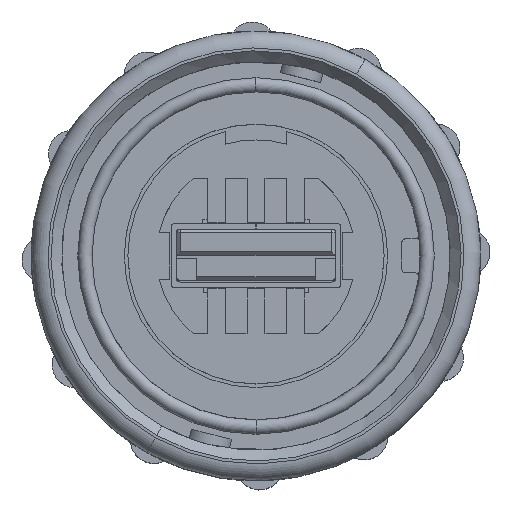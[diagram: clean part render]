
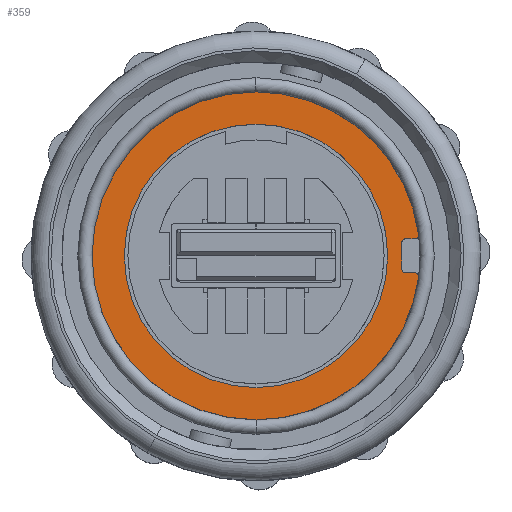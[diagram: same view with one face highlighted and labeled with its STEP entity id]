
A CAD part, top view. The second image highlights one B-rep face of the part: STEP entity #359.
In plain terms, the highlighted planar face has unit normal (0, 0, 1).
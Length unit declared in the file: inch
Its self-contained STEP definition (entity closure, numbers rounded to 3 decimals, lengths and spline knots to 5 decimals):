
#112 = VECTOR ( 'NONE', #9309, 39.37008 ) ;
#185 = DIRECTION ( 'NONE',  ( 0., 0., -1. ) ) ;
#245 = CARTESIAN_POINT ( 'NONE',  ( 0.4055, -0.0375, 0. ) ) ;
#336 = DIRECTION ( 'NONE',  ( 0., 0., 1. ) ) ;
#359 = ADVANCED_FACE ( 'NONE', ( #2374, #11706 ), #6748, .F. ) ;
#498 = CIRCLE ( 'NONE', #16916, 0.01 ) ;
#1007 = ORIENTED_EDGE ( 'NONE', *, *, #5797, .F. ) ;
#1629 = DIRECTION ( 'NONE',  ( 0., 1., 0. ) ) ;
#1661 = CARTESIAN_POINT ( 'NONE',  ( 0.4055, -0.0475, 0. ) ) ;
#1863 = VERTEX_POINT ( 'NONE', #12308 ) ;
#2009 = DIRECTION ( 'NONE',  ( 0., 0., 1. ) ) ;
#2125 = VERTEX_POINT ( 'NONE', #8368 ) ;
#2273 = VERTEX_POINT ( 'NONE', #3754 ) ;
#2374 = FACE_BOUND ( 'NONE', #13631, .T. ) ;
#2664 = VERTEX_POINT ( 'NONE', #10205 ) ;
#2670 = EDGE_CURVE ( 'NONE', #10585, #19301, #14741, .T. ) ;
#3113 = CARTESIAN_POINT ( 'NONE',  ( 0., 0., 0. ) ) ;
#3238 = EDGE_CURVE ( 'NONE', #19139, #2273, #19655, .T. ) ;
#3265 = VERTEX_POINT ( 'NONE', #3757 ) ;
#3488 = CARTESIAN_POINT ( 'NONE',  ( 0., 0., 0. ) ) ;
#3754 = CARTESIAN_POINT ( 'NONE',  ( 0.4155, 0.0475, 0. ) ) ;
#3757 = CARTESIAN_POINT ( 'NONE',  ( 0.44177, 0.0475, 0. ) ) ;
#3993 = LINE ( 'NONE', #19232, #112 ) ;
#4763 = DIRECTION ( 'NONE',  ( 0., 1., 0. ) ) ;
#4960 = ORIENTED_EDGE ( 'NONE', *, *, #17284, .T. ) ;
#5140 = ORIENTED_EDGE ( 'NONE', *, *, #17965, .F. ) ;
#5141 = DIRECTION ( 'NONE',  ( 0., 1., 0. ) ) ;
#5797 = EDGE_CURVE ( 'NONE', #3265, #19139, #3993, .T. ) ;
#5960 = EDGE_CURVE ( 'NONE', #2125, #1863, #10234, .T. ) ;
#6481 = CARTESIAN_POINT ( 'NONE',  ( 0.43677, 0.0475, 0. ) ) ;
#6510 = CARTESIAN_POINT ( 'NONE',  ( 0.44177, 0.0575, 0. ) ) ;
#6748 = PLANE ( 'NONE',  #7144 ) ;
#7041 = DIRECTION ( 'NONE',  ( -1., 0., 0. ) ) ;
#7144 = AXIS2_PLACEMENT_3D ( 'NONE', #10650, #11192, #20819 ) ;
#7322 = CARTESIAN_POINT ( 'NONE',  ( 0., 0., 0. ) ) ;
#7335 = ORIENTED_EDGE ( 'NONE', *, *, #20760, .F. ) ;
#7457 = ORIENTED_EDGE ( 'NONE', *, *, #3238, .F. ) ;
#7705 = AXIS2_PLACEMENT_3D ( 'NONE', #3113, #14707, #4763 ) ;
#7875 = VECTOR ( 'NONE', #16609, 39.37008 ) ;
#7938 = CARTESIAN_POINT ( 'NONE',  ( 0.45302, -0.0475, 0. ) ) ;
#7998 = AXIS2_PLACEMENT_3D ( 'NONE', #6510, #18118, #8180 ) ;
#8180 = DIRECTION ( 'NONE',  ( 0., -1., 0. ) ) ;
#8368 = CARTESIAN_POINT ( 'NONE',  ( 0., -0.366, 0. ) ) ;
#8633 = VERTEX_POINT ( 'NONE', #19289 ) ;
#8794 = EDGE_CURVE ( 'NONE', #8633, #2664, #21076, .T. ) ;
#9011 = DIRECTION ( 'NONE',  ( 0., 1., 0. ) ) ;
#9143 = CARTESIAN_POINT ( 'NONE',  ( 0.4155, -0.0375, 0. ) ) ;
#9309 = DIRECTION ( 'NONE',  ( -1., 0., 0. ) ) ;
#9322 = EDGE_CURVE ( 'NONE', #3265, #8633, #14298, .T. ) ;
#9442 = LINE ( 'NONE', #1661, #7875 ) ;
#9648 = AXIS2_PLACEMENT_3D ( 'NONE', #3488, #15086, #5141 ) ;
#9672 = DIRECTION ( 'NONE',  ( 1., 0., 0. ) ) ;
#10078 = AXIS2_PLACEMENT_3D ( 'NONE', #11925, #2009, #13585 ) ;
#10126 = CIRCLE ( 'NONE', #11737, 0.01 ) ;
#10130 = CARTESIAN_POINT ( 'NONE',  ( 0.4155, 0.0375, 0. ) ) ;
#10192 = EDGE_CURVE ( 'NONE', #19301, #21516, #12988, .T. ) ;
#10205 = CARTESIAN_POINT ( 'NONE',  ( 0., 0.4555, 0. ) ) ;
#10215 = CIRCLE ( 'NONE', #9648, 0.366 ) ;
#10234 = CIRCLE ( 'NONE', #12499, 0.366 ) ;
#10276 = CARTESIAN_POINT ( 'NONE',  ( 0., 0., 0. ) ) ;
#10369 = CARTESIAN_POINT ( 'NONE',  ( 0.45169, -0.05879, 0. ) ) ;
#10585 = VERTEX_POINT ( 'NONE', #19545 ) ;
#10650 = CARTESIAN_POINT ( 'NONE',  ( -0.414, 0., 0. ) ) ;
#10783 = DIRECTION ( 'NONE',  ( 0., -1., 0. ) ) ;
#11192 = DIRECTION ( 'NONE',  ( 0., 0., -1. ) ) ;
#11427 = EDGE_CURVE ( 'NONE', #16828, #18713, #10126, .T. ) ;
#11550 = DIRECTION ( 'NONE',  ( 0., 0., 1. ) ) ;
#11706 = FACE_OUTER_BOUND ( 'NONE', #20556, .T. ) ;
#11737 = AXIS2_PLACEMENT_3D ( 'NONE', #9143, #20711, #10783 ) ;
#11765 = EDGE_CURVE ( 'NONE', #16267, #2273, #498, .T. ) ;
#11778 = DIRECTION ( 'NONE',  ( 0., -1., 0. ) ) ;
#11917 = DIRECTION ( 'NONE',  ( 0., 1., 0. ) ) ;
#11925 = CARTESIAN_POINT ( 'NONE',  ( 0.44177, -0.0575, 0. ) ) ;
#12182 = CARTESIAN_POINT ( 'NONE',  ( 0.4055, 0.0375, 0. ) ) ;
#12254 = LINE ( 'NONE', #7938, #20577 ) ;
#12300 = CARTESIAN_POINT ( 'NONE',  ( 0.4155, -0.0475, 0. ) ) ;
#12308 = CARTESIAN_POINT ( 'NONE',  ( 0., 0.366, 0. ) ) ;
#12499 = AXIS2_PLACEMENT_3D ( 'NONE', #7322, #18923, #9011 ) ;
#12988 = CIRCLE ( 'NONE', #10078, 0.01 ) ;
#13068 = AXIS2_PLACEMENT_3D ( 'NONE', #21502, #11550, #1629 ) ;
#13585 = DIRECTION ( 'NONE',  ( 0., -1., 0. ) ) ;
#13600 = CARTESIAN_POINT ( 'NONE',  ( 0.4055, 0.0475, 0. ) ) ;
#13631 = EDGE_LOOP ( 'NONE', ( #5140, #13886 ) ) ;
#13817 = AXIS2_PLACEMENT_3D ( 'NONE', #10276, #336, #11917 ) ;
#13886 = ORIENTED_EDGE ( 'NONE', *, *, #5960, .F. ) ;
#14038 = ORIENTED_EDGE ( 'NONE', *, *, #9322, .T. ) ;
#14201 = ORIENTED_EDGE ( 'NONE', *, *, #8794, .T. ) ;
#14298 = CIRCLE ( 'NONE', #7998, 0.01 ) ;
#14707 = DIRECTION ( 'NONE',  ( 0., 0., 1. ) ) ;
#14741 = CIRCLE ( 'NONE', #13817, 0.4555 ) ;
#15086 = DIRECTION ( 'NONE',  ( 0., 0., 1. ) ) ;
#15140 = ORIENTED_EDGE ( 'NONE', *, *, #11427, .T. ) ;
#15238 = VECTOR ( 'NONE', #7041, 39.37008 ) ;
#15569 = ORIENTED_EDGE ( 'NONE', *, *, #2670, .T. ) ;
#16267 = VERTEX_POINT ( 'NONE', #12182 ) ;
#16609 = DIRECTION ( 'NONE',  ( 0., -1., 0. ) ) ;
#16694 = ORIENTED_EDGE ( 'NONE', *, *, #11765, .T. ) ;
#16828 = VERTEX_POINT ( 'NONE', #12300 ) ;
#16916 = AXIS2_PLACEMENT_3D ( 'NONE', #10130, #185, #11778 ) ;
#17161 = ORIENTED_EDGE ( 'NONE', *, *, #10192, .T. ) ;
#17284 = EDGE_CURVE ( 'NONE', #2664, #10585, #19574, .T. ) ;
#17965 = EDGE_CURVE ( 'NONE', #1863, #2125, #10215, .T. ) ;
#18118 = DIRECTION ( 'NONE',  ( 0., 0., 1. ) ) ;
#18373 = EDGE_CURVE ( 'NONE', #16267, #18713, #9442, .T. ) ;
#18605 = CARTESIAN_POINT ( 'NONE',  ( 0.44177, -0.0475, 0. ) ) ;
#18713 = VERTEX_POINT ( 'NONE', #245 ) ;
#18923 = DIRECTION ( 'NONE',  ( 0., 0., 1. ) ) ;
#19139 = VERTEX_POINT ( 'NONE', #6481 ) ;
#19232 = CARTESIAN_POINT ( 'NONE',  ( 0.4055, 0.0475, 0. ) ) ;
#19289 = CARTESIAN_POINT ( 'NONE',  ( 0.45169, 0.05879, 0. ) ) ;
#19301 = VERTEX_POINT ( 'NONE', #10369 ) ;
#19545 = CARTESIAN_POINT ( 'NONE',  ( 0., -0.4555, 0. ) ) ;
#19574 = CIRCLE ( 'NONE', #13068, 0.4555 ) ;
#19655 = LINE ( 'NONE', #13600, #15238 ) ;
#19887 = ORIENTED_EDGE ( 'NONE', *, *, #18373, .F. ) ;
#20556 = EDGE_LOOP ( 'NONE', ( #1007, #14038, #14201, #4960, #15569, #17161, #7335, #15140, #19887, #16694, #7457 ) ) ;
#20577 = VECTOR ( 'NONE', #9672, 39.37008 ) ;
#20711 = DIRECTION ( 'NONE',  ( 0., 0., -1. ) ) ;
#20760 = EDGE_CURVE ( 'NONE', #16828, #21516, #12254, .T. ) ;
#20819 = DIRECTION ( 'NONE',  ( 0., -1., 0. ) ) ;
#21076 = CIRCLE ( 'NONE', #7705, 0.4555 ) ;
#21502 = CARTESIAN_POINT ( 'NONE',  ( 0., 0., 0. ) ) ;
#21516 = VERTEX_POINT ( 'NONE', #18605 ) ;
